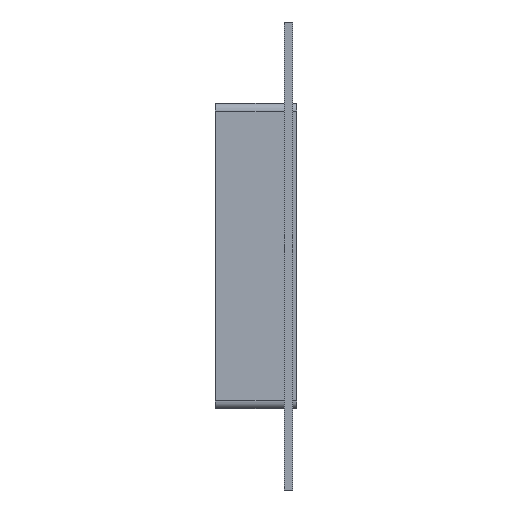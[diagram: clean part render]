
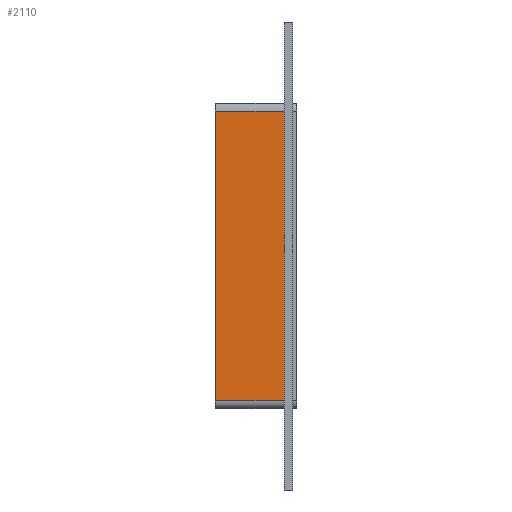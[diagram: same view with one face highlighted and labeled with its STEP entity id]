
A CAD part, left-side view. The second image highlights one B-rep face of the part: STEP entity #2110.
In plain terms, the highlighted planar face has unit normal (-1, 0, 0).
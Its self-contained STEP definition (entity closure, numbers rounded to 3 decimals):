
#1256=CARTESIAN_POINT('',(-196.75,57.0,-107.));
#1257=VERTEX_POINT('',#1256);
#1265=CARTESIAN_POINT('',(-196.75,57.0,107.));
#1266=VERTEX_POINT('',#1265);
#1267=CARTESIAN_POINT('',(-196.75,57.0,-107.));
#1268=DIRECTION('',(0.0,0.0,1.0));
#1269=VECTOR('',#1268,214.0);
#1270=LINE('',#1267,#1269);
#1271=EDGE_CURVE('',#1257,#1266,#1270,.T.);
#1561=CARTESIAN_POINT('',(-196.75,6.,-107.));
#1562=VERTEX_POINT('',#1561);
#1612=CARTESIAN_POINT('',(-196.75,6.,107.));
#1613=VERTEX_POINT('',#1612);
#1621=CARTESIAN_POINT('',(-196.75,6.,-107.));
#1622=DIRECTION('',(0.0,0.0,1.0));
#1623=VECTOR('',#1622,214.);
#1624=LINE('',#1621,#1623);
#1625=EDGE_CURVE('',#1562,#1613,#1624,.T.);
#2083=CARTESIAN_POINT('',(-196.75,6.,-107.));
#2084=DIRECTION('',(0.0,1.0,0.0));
#2085=VECTOR('',#2084,51.0);
#2086=LINE('',#2083,#2085);
#2087=EDGE_CURVE('',#1562,#1257,#2086,.T.);
#2094=CARTESIAN_POINT('',(-196.75,0.0,-113.));
#2095=DIRECTION('',(-1.0,0.0,0.0));
#2096=DIRECTION('',(0.0,0.0,1.0));
#2097=AXIS2_PLACEMENT_3D('',#2094,#2095,#2096);
#2098=PLANE('',#2097);
#2099=ORIENTED_EDGE('',*,*,#1625,.T.);
#2100=CARTESIAN_POINT('',(-196.75,57.0,107.));
#2101=DIRECTION('',(0.0,-1.0,0.0));
#2102=VECTOR('',#2101,51.0);
#2103=LINE('',#2100,#2102);
#2104=EDGE_CURVE('',#1266,#1613,#2103,.T.);
#2105=ORIENTED_EDGE('',*,*,#2104,.F.);
#2106=ORIENTED_EDGE('',*,*,#1271,.F.);
#2107=ORIENTED_EDGE('',*,*,#2087,.F.);
#2108=EDGE_LOOP('',(#2099,#2105,#2106,#2107));
#2109=FACE_OUTER_BOUND('',#2108,.T.);
#2110=ADVANCED_FACE('',(#2109),#2098,.T.);
